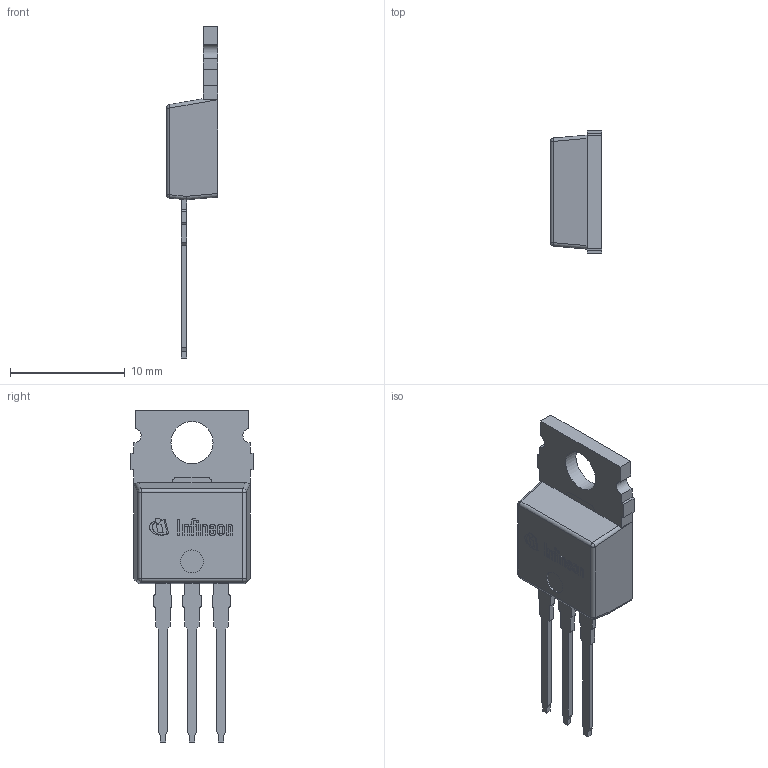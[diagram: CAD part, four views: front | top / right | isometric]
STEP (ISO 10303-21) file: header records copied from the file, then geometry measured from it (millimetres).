
FILE_DESCRIPTION(/* description */ (''),/* implementation_level */ '2;1');
FILE_NAME(/* name */ 'PG-TO220-3-124_Z8B00185321_V03_3D.stp',/* time_stamp */ '2019-06-19T16:11:50+06:00',/* author */ ('janartha'),/* organization */ (''),/* preprocessor_version */ 'ST-DEVELOPER v16.13',/* originating_system */ 'AutoCAD Mechanical',/* authorisation */ '');
FILE_SCHEMA (('AUTOMOTIVE_DESIGN { 1 0 10303 214 3 1 1 }'));
Length unit declared in the file: millimetre
Products named in the file (1): Product
Bounding box: 4.46 x 10.66 x 28.95 mm (x, y, z)
Volume: 454.3 mm3; surface area: 757.1 mm2
Topology: 17 solids, 17 shells, 236 faces, 589 edges, 388 vertices
Faces by surface type: plane 182, cylinder 32, bspline 18, sphere 4
Full cylindrical faces by diameter (mm): 0.22 x1, 0.458 x1, 2 x1, 3.68 x1
Entity records: 7247 total; most frequent: CARTESIAN_POINT 1676, ORIENTED_EDGE 1170, DIRECTION 1057, EDGE_CURVE 585, LINE 479, VECTOR 479, VERTEX_POINT 388, AXIS2_PLACEMENT_3D 289
